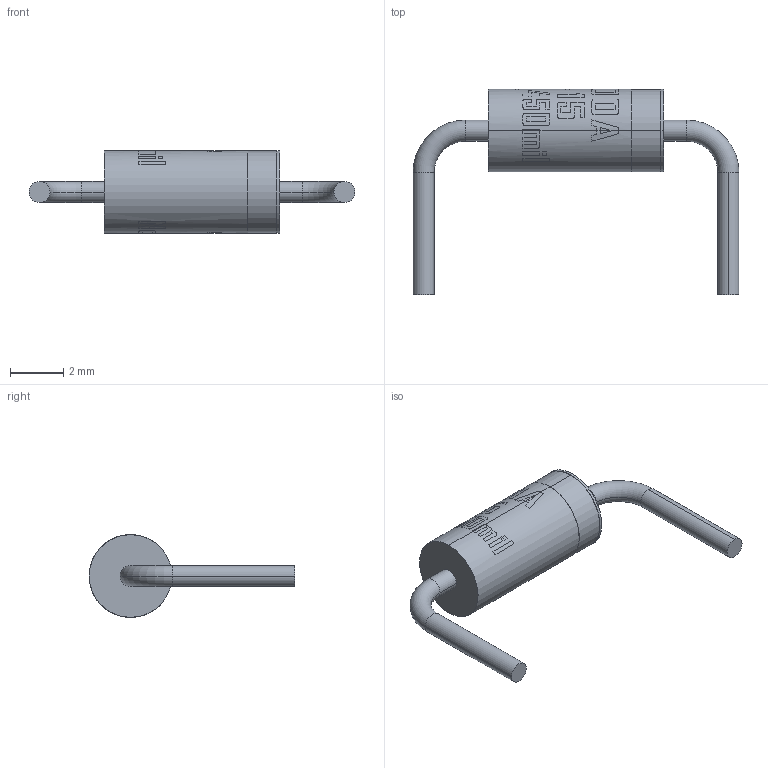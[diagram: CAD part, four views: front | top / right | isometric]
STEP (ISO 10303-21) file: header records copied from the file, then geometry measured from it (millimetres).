
FILE_DESCRIPTION (( 'STEP AP214' ), '1' );
FILE_NAME ('DO-15_Normal_450mil_rev1.0.STEP', '2023-03-16T20:36:28', ( '' ), ( '' ), 'SwSTEP 2.0', 'SolidWorks 2020', '' );
FILE_SCHEMA (( 'AUTOMOTIVE_DESIGN' ));
Length unit declared in the file: millimetre
Products named in the file (1): DO-15_Normal_450mil_rev1.0
Bounding box: 12.22 x 7.7 x 3.1 mm (x, y, z)
Volume: 57.1 mm3; surface area: 118.2 mm2
Topology: 1 solids, 1 shells, 63 faces, 347 edges, 322 vertices
Faces by surface type: cylinder 53, plane 6, torus 4
Entity records: 5008 total; most frequent: CARTESIAN_POINT 1399, ORIENTED_EDGE 694, DIRECTION 525, EDGE_CURVE 347, VERTEX_POINT 322, AXIS2_PLACEMENT_3D 206, CIRCLE 142, LINE 113
